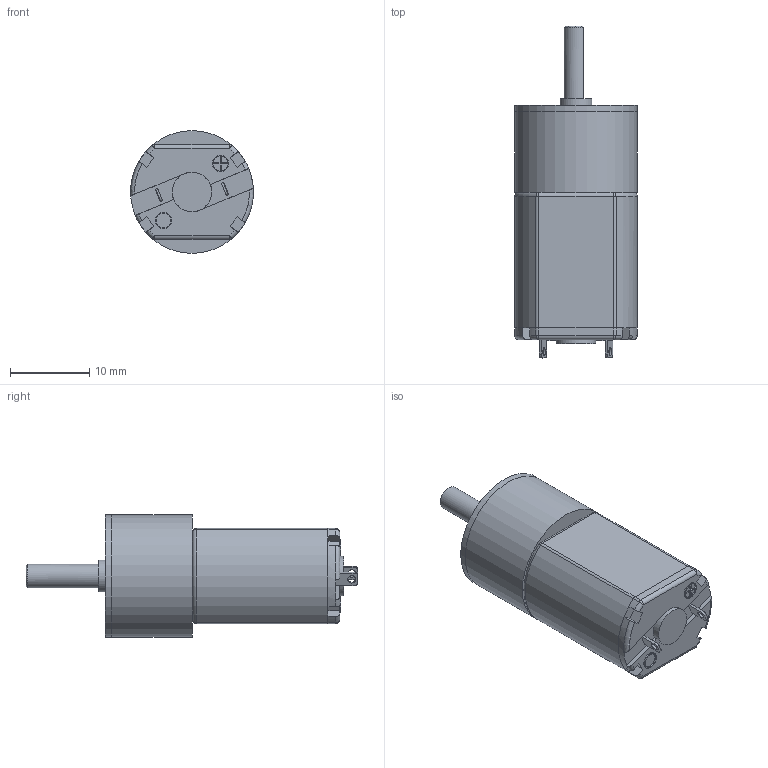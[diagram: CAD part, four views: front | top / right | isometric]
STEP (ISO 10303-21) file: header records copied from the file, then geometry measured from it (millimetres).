
FILE_DESCRIPTION (( 'STEP AP214' ), '1' );
FILE_NAME ('DC Gear Motor - GM16-030PA.STEP', '2023-03-23T18:26:42', ( '' ), ( '' ), 'SwSTEP 2.0', 'SolidWorks 2021', '' );
FILE_SCHEMA (( 'AUTOMOTIVE_DESIGN' ));
Length unit declared in the file: inch
Products named in the file (1): DC Gear Motor - GM16-030PA
Bounding box: 15.5 x 41.9 x 15.5 mm (x, y, z)
Volume: 3766.8 mm3; surface area: 3473.3 mm2
Topology: 9 solids, 9 shells, 173 faces, 416 edges, 264 vertices
Faces by surface type: plane 96, cylinder 46, cone 13, torus 10, sphere 8
Full cylindrical faces by diameter (mm): 1 x2, 1.6 x2, 1.873 x1, 2.127 x2, 3 x2, 4 x1, 5 x1, 13.9 x1, 15.5 x2
Entity records: 5172 total; most frequent: CARTESIAN_POINT 936, DIRECTION 843, ORIENTED_EDGE 764, EDGE_CURVE 382, AXIS2_PLACEMENT_3D 319, VERTEX_POINT 256, EDGE_LOOP 216, LINE 205
